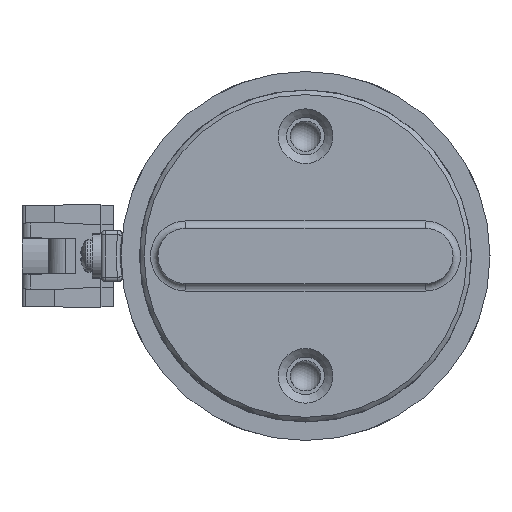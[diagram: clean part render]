
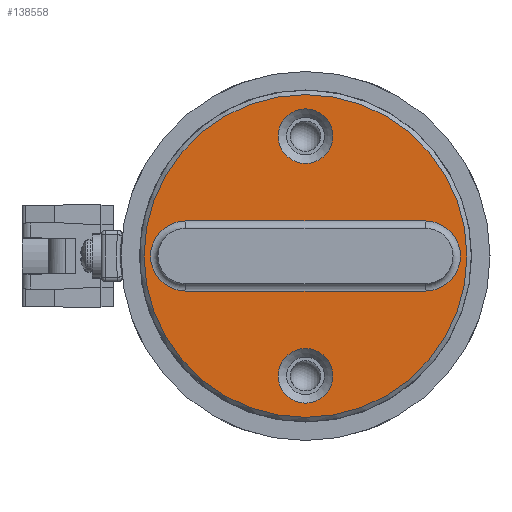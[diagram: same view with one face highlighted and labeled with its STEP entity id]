
A CAD part, left-side view. The second image highlights one B-rep face of the part: STEP entity #138558.
In plain terms, the highlighted planar face has unit normal (-1, 0, 0).
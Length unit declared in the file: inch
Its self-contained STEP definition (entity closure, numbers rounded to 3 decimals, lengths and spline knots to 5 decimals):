
#1783 = DIRECTION ( 'NONE',  ( 0., -1., 0. ) ) ;
#4428 = CIRCLE ( 'NONE', #108410, 0.2375 ) ;
#4761 = FACE_BOUND ( 'NONE', #73244, .T. ) ;
#4910 = DIRECTION ( 'NONE',  ( 0., -1., 0. ) ) ;
#6782 = ORIENTED_EDGE ( 'NONE', *, *, #118596, .T. ) ;
#6918 = EDGE_CURVE ( 'NONE', #116825, #116825, #29024, .T. ) ;
#9082 = AXIS2_PLACEMENT_3D ( 'NONE', #116174, #51130, #127053 ) ;
#9428 = AXIS2_PLACEMENT_3D ( 'NONE', #131588, #66665, #1783 ) ;
#12383 = CIRCLE ( 'NONE', #105584, 0.185 ) ;
#13034 = EDGE_LOOP ( 'NONE', ( #103879 ) ) ;
#13632 = ORIENTED_EDGE ( 'NONE', *, *, #46193, .T. ) ;
#14414 = VERTEX_POINT ( 'NONE', #139926 ) ;
#20183 = CARTESIAN_POINT ( 'NONE',  ( 0., -0.8125, 0.2375 ) ) ;
#21691 = VERTEX_POINT ( 'NONE', #44112 ) ;
#28491 = DIRECTION ( 'NONE',  ( 1., 0., 0. ) ) ;
#29024 = CIRCLE ( 'NONE', #9082, 1.0935 ) ;
#30401 = CIRCLE ( 'NONE', #9428, 0.185 ) ;
#33600 = FACE_OUTER_BOUND ( 'NONE', #13034, .T. ) ;
#34207 = DIRECTION ( 'NONE',  ( 1., 0., 0. ) ) ;
#37628 = VERTEX_POINT ( 'NONE', #110339 ) ;
#37812 = CARTESIAN_POINT ( 'NONE',  ( 0., 0.8125, -0.2375 ) ) ;
#39618 = DIRECTION ( 'NONE',  ( 0., 1., 0. ) ) ;
#44112 = CARTESIAN_POINT ( 'NONE',  ( 0., -0.185, 0.812 ) ) ;
#44626 = PLANE ( 'NONE',  #93902 ) ;
#46193 = EDGE_CURVE ( 'NONE', #21691, #21691, #12383, .T. ) ;
#47072 = VERTEX_POINT ( 'NONE', #65966 ) ;
#47127 = EDGE_CURVE ( 'NONE', #47072, #47072, #30401, .T. ) ;
#48472 = EDGE_CURVE ( 'NONE', #87695, #37628, #55343, .T. ) ;
#51130 = DIRECTION ( 'NONE',  ( -1., 0., 0. ) ) ;
#52808 = VERTEX_POINT ( 'NONE', #37812 ) ;
#55343 = CIRCLE ( 'NONE', #55923, 0.2375 ) ;
#55422 = ORIENTED_EDGE ( 'NONE', *, *, #47127, .T. ) ;
#55578 = DIRECTION ( 'NONE',  ( 1., 0., 0. ) ) ;
#55923 = AXIS2_PLACEMENT_3D ( 'NONE', #122063, #57082, #132897 ) ;
#57082 = DIRECTION ( 'NONE',  ( 1., 0., 0. ) ) ;
#62432 = FACE_BOUND ( 'NONE', #129167, .T. ) ;
#65966 = CARTESIAN_POINT ( 'NONE',  ( 0., -0.185, -0.812 ) ) ;
#66665 = DIRECTION ( 'NONE',  ( 1., 0., 0. ) ) ;
#73146 = LINE ( 'NONE', #115571, #101953 ) ;
#73244 = EDGE_LOOP ( 'NONE', ( #13632 ) ) ;
#78970 = LINE ( 'NONE', #80730, #107854 ) ;
#80730 = CARTESIAN_POINT ( 'NONE',  ( 0., -0.8125, 0.2375 ) ) ;
#82694 = EDGE_LOOP ( 'NONE', ( #55422 ) ) ;
#85470 = CARTESIAN_POINT ( 'NONE',  ( 0., -1.0935, 0. ) ) ;
#87695 = VERTEX_POINT ( 'NONE', #20183 ) ;
#92932 = ORIENTED_EDGE ( 'NONE', *, *, #125805, .T. ) ;
#93447 = CARTESIAN_POINT ( 'NONE',  ( 0., 0.8125, 0. ) ) ;
#93902 = AXIS2_PLACEMENT_3D ( 'NONE', #99197, #34207, #110098 ) ;
#99197 = CARTESIAN_POINT ( 'NONE',  ( 0., 0., 0. ) ) ;
#101953 = VECTOR ( 'NONE', #39618, 39.37008 ) ;
#103879 = ORIENTED_EDGE ( 'NONE', *, *, #6918, .T. ) ;
#104370 = DIRECTION ( 'NONE',  ( 0., -1., 0. ) ) ;
#105584 = AXIS2_PLACEMENT_3D ( 'NONE', #120572, #55578, #131397 ) ;
#105820 = ORIENTED_EDGE ( 'NONE', *, *, #48472, .T. ) ;
#107854 = VECTOR ( 'NONE', #4910, 39.37008 ) ;
#108410 = AXIS2_PLACEMENT_3D ( 'NONE', #93447, #28491, #104370 ) ;
#110098 = DIRECTION ( 'NONE',  ( 0., -1., 0. ) ) ;
#110339 = CARTESIAN_POINT ( 'NONE',  ( 0., -0.8125, -0.2375 ) ) ;
#115571 = CARTESIAN_POINT ( 'NONE',  ( 0., 0.8125, -0.2375 ) ) ;
#116174 = CARTESIAN_POINT ( 'NONE',  ( 0., 0., 0. ) ) ;
#116766 = FACE_BOUND ( 'NONE', #82694, .T. ) ;
#116825 = VERTEX_POINT ( 'NONE', #85470 ) ;
#118596 = EDGE_CURVE ( 'NONE', #52808, #14414, #4428, .T. ) ;
#120572 = CARTESIAN_POINT ( 'NONE',  ( 0., 0., 0.812 ) ) ;
#122063 = CARTESIAN_POINT ( 'NONE',  ( 0., -0.8125, 0. ) ) ;
#125805 = EDGE_CURVE ( 'NONE', #37628, #52808, #73146, .T. ) ;
#127053 = DIRECTION ( 'NONE',  ( 0., -1., 0. ) ) ;
#127669 = EDGE_CURVE ( 'NONE', #14414, #87695, #78970, .T. ) ;
#129167 = EDGE_LOOP ( 'NONE', ( #92932, #6782, #135902, #105820 ) ) ;
#131397 = DIRECTION ( 'NONE',  ( 0., -1., 0. ) ) ;
#131588 = CARTESIAN_POINT ( 'NONE',  ( 0., 0., -0.812 ) ) ;
#132897 = DIRECTION ( 'NONE',  ( 0., -1., 0. ) ) ;
#135902 = ORIENTED_EDGE ( 'NONE', *, *, #127669, .T. ) ;
#138558 = ADVANCED_FACE ( 'NONE', ( #62432, #33600, #116766, #4761 ), #44626, .F. ) ;
#139926 = CARTESIAN_POINT ( 'NONE',  ( 0., 0.8125, 0.2375 ) ) ;
